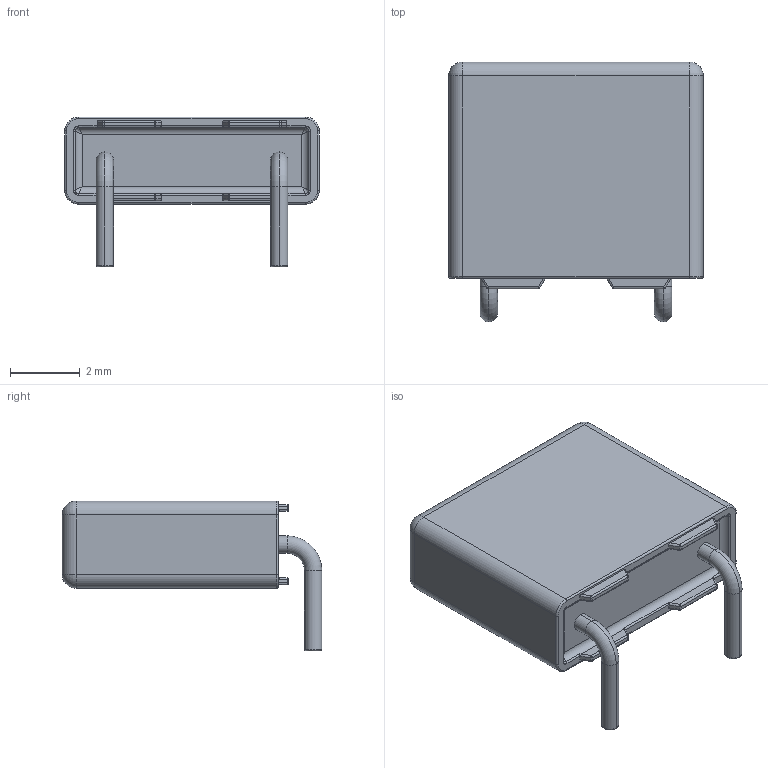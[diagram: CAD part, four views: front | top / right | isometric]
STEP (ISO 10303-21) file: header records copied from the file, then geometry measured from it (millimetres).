
FILE_DESCRIPTION (( 'STEP AP214' ), '1' );
FILE_NAME ('CAP_5mm.STEP', '2018-11-07T10:09:47', ( 'AVRASM1234' ), ( '' ), 'SwSTEP 2.0', 'SolidWorks 2017', '' );
FILE_SCHEMA (( 'AUTOMOTIVE_DESIGN' ));
Length unit declared in the file: millimetre
Products named in the file (1): CAP_5mm
Bounding box: 7.3 x 7.45 x 4.3 mm (x, y, z)
Volume: 111.2 mm3; surface area: 167.7 mm2
Topology: 1 solids, 1 shells, 141 faces, 332 edges, 172 vertices
Faces by surface type: cylinder 64, plane 29, sphere 20, bspline 16, torus 12
Entity records: 4469 total; most frequent: CARTESIAN_POINT 1206, DIRECTION 624, ORIENTED_EDGE 616, EDGE_CURVE 308, AXIS2_PLACEMENT_3D 246, VERTEX_POINT 172, EDGE_LOOP 144, ADVANCED_FACE 141
